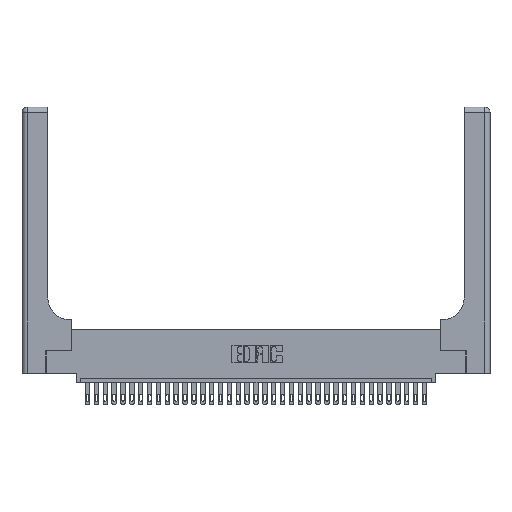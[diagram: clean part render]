
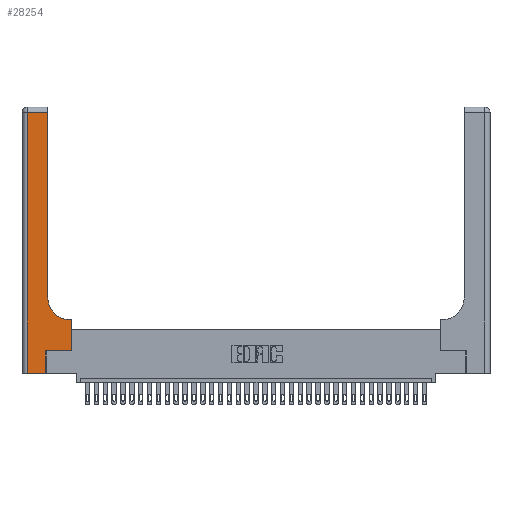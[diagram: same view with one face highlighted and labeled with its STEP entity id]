
A CAD part, top view. The second image highlights one B-rep face of the part: STEP entity #28254.
In plain terms, the highlighted planar face has unit normal (0, 0, 1).
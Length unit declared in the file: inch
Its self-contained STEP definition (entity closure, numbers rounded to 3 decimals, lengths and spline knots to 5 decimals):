
#431 = EDGE_CURVE ( 'NONE', #9959, #10042, #5821, .T. ) ;
#1366 = CIRCLE ( 'NONE', #26454, 0.25 ) ;
#1441 = DIRECTION ( 'NONE',  ( 1., 0., 0. ) ) ;
#2394 = CARTESIAN_POINT ( 'NONE',  ( 0.269, 0.25, 0.37 ) ) ;
#2514 = VECTOR ( 'NONE', #33491, 39.37008 ) ;
#2609 = ORIENTED_EDGE ( 'NONE', *, *, #5397, .T. ) ;
#2801 = EDGE_CURVE ( 'NONE', #12808, #10795, #11194, .T. ) ;
#3058 = FACE_OUTER_BOUND ( 'NONE', #20677, .T. ) ;
#3086 = VECTOR ( 'NONE', #1441, 39.37008 ) ;
#3119 = DIRECTION ( 'NONE',  ( -1., 0., 0. ) ) ;
#3490 = CARTESIAN_POINT ( 'NONE',  ( 0.2915, 2.94, 0.37 ) ) ;
#3501 = EDGE_CURVE ( 'NONE', #28667, #26542, #15393, .T. ) ;
#3742 = CARTESIAN_POINT ( 'NONE',  ( 0.269, 0.25, 0.37 ) ) ;
#4035 = EDGE_CURVE ( 'NONE', #12559, #12808, #14912, .T. ) ;
#5136 = VECTOR ( 'NONE', #11208, 39.37008 ) ;
#5397 = EDGE_CURVE ( 'NONE', #9618, #12559, #18532, .T. ) ;
#5781 = ORIENTED_EDGE ( 'NONE', *, *, #18120, .T. ) ;
#5821 = LINE ( 'NONE', #29025, #30384 ) ;
#6003 = CARTESIAN_POINT ( 'NONE',  ( 0.5585, 0.25, 0.37 ) ) ;
#6187 = ORIENTED_EDGE ( 'NONE', *, *, #431, .T. ) ;
#7253 = CARTESIAN_POINT ( 'NONE',  ( 0.5415, 0.6, 0.37 ) ) ;
#7282 = CARTESIAN_POINT ( 'NONE',  ( 0.269, 0., 0.37 ) ) ;
#7377 = EDGE_CURVE ( 'NONE', #10795, #22757, #25277, .T. ) ;
#9510 = CARTESIAN_POINT ( 'NONE',  ( 0.06, 2.94, 0.37 ) ) ;
#9618 = VERTEX_POINT ( 'NONE', #14434 ) ;
#9959 = VERTEX_POINT ( 'NONE', #20772 ) ;
#10042 = VERTEX_POINT ( 'NONE', #7253 ) ;
#10173 = VECTOR ( 'NONE', #32029, 39.37008 ) ;
#10795 = VERTEX_POINT ( 'NONE', #34585 ) ;
#11194 = LINE ( 'NONE', #31604, #29368 ) ;
#11208 = DIRECTION ( 'NONE',  ( 0., 1., 0. ) ) ;
#11687 = ORIENTED_EDGE ( 'NONE', *, *, #7377, .T. ) ;
#12559 = VERTEX_POINT ( 'NONE', #3490 ) ;
#12740 = DIRECTION ( 'NONE',  ( 1., 0., 0. ) ) ;
#12808 = VERTEX_POINT ( 'NONE', #9510 ) ;
#12956 = VECTOR ( 'NONE', #28395, 39.37008 ) ;
#13107 = AXIS2_PLACEMENT_3D ( 'NONE', #24597, #14009, #3119 ) ;
#13234 = VECTOR ( 'NONE', #34254, 39.37008 ) ;
#14009 = DIRECTION ( 'NONE',  ( 0., 0., -1. ) ) ;
#14434 = CARTESIAN_POINT ( 'NONE',  ( 0.2915, 0.85, 0.37 ) ) ;
#14912 = LINE ( 'NONE', #28730, #13234 ) ;
#15059 = EDGE_CURVE ( 'NONE', #22757, #28667, #33156, .T. ) ;
#15393 = LINE ( 'NONE', #2394, #3086 ) ;
#15663 = ORIENTED_EDGE ( 'NONE', *, *, #4035, .T. ) ;
#15734 = CARTESIAN_POINT ( 'NONE',  ( 0.5415, 0.85, 0.37 ) ) ;
#15935 = CARTESIAN_POINT ( 'NONE',  ( 0.5585, 0.25, 0.37 ) ) ;
#17327 = EDGE_CURVE ( 'NONE', #10042, #9618, #1366, .T. ) ;
#18120 = EDGE_CURVE ( 'NONE', #26542, #9959, #32547, .T. ) ;
#18379 = ORIENTED_EDGE ( 'NONE', *, *, #3501, .T. ) ;
#18384 = DIRECTION ( 'NONE',  ( 0., 0., -1. ) ) ;
#18388 = ORIENTED_EDGE ( 'NONE', *, *, #2801, .T. ) ;
#18532 = LINE ( 'NONE', #29182, #10173 ) ;
#20677 = EDGE_LOOP ( 'NONE', ( #2609, #15663, #18388, #11687, #34430, #18379, #5781, #6187, #28072 ) ) ;
#20682 = DIRECTION ( 'NONE',  ( 0., -1., 0. ) ) ;
#20772 = CARTESIAN_POINT ( 'NONE',  ( 0.5585, 0.6, 0.37 ) ) ;
#22325 = PLANE ( 'NONE',  #13107 ) ;
#22757 = VERTEX_POINT ( 'NONE', #7282 ) ;
#24597 = CARTESIAN_POINT ( 'NONE',  ( 0., 3., 0.37 ) ) ;
#25277 = LINE ( 'NONE', #27103, #2514 ) ;
#26454 = AXIS2_PLACEMENT_3D ( 'NONE', #15734, #18384, #12740 ) ;
#26542 = VERTEX_POINT ( 'NONE', #15935 ) ;
#27103 = CARTESIAN_POINT ( 'NONE',  ( 0., 0., 0.37 ) ) ;
#28072 = ORIENTED_EDGE ( 'NONE', *, *, #17327, .T. ) ;
#28254 = ADVANCED_FACE ( 'NONE', ( #3058 ), #22325, .F. ) ;
#28395 = DIRECTION ( 'NONE',  ( 0., 1., 0. ) ) ;
#28667 = VERTEX_POINT ( 'NONE', #3742 ) ;
#28730 = CARTESIAN_POINT ( 'NONE',  ( 0., 2.94, 0.37 ) ) ;
#29025 = CARTESIAN_POINT ( 'NONE',  ( 0.2915, 0.6, 0.37 ) ) ;
#29182 = CARTESIAN_POINT ( 'NONE',  ( 0.2915, 3., 0.37 ) ) ;
#29368 = VECTOR ( 'NONE', #20682, 39.37008 ) ;
#30384 = VECTOR ( 'NONE', #31752, 39.37008 ) ;
#31604 = CARTESIAN_POINT ( 'NONE',  ( 0.06, 3., 0.37 ) ) ;
#31752 = DIRECTION ( 'NONE',  ( -1., 0., 0. ) ) ;
#32029 = DIRECTION ( 'NONE',  ( 0., 1., 0. ) ) ;
#32547 = LINE ( 'NONE', #6003, #5136 ) ;
#33156 = LINE ( 'NONE', #33368, #12956 ) ;
#33368 = CARTESIAN_POINT ( 'NONE',  ( 0.269, 0., 0.37 ) ) ;
#33491 = DIRECTION ( 'NONE',  ( 1., 0., 0. ) ) ;
#34254 = DIRECTION ( 'NONE',  ( -1., 0., 0. ) ) ;
#34430 = ORIENTED_EDGE ( 'NONE', *, *, #15059, .T. ) ;
#34585 = CARTESIAN_POINT ( 'NONE',  ( 0.06, 0., 0.37 ) ) ;
